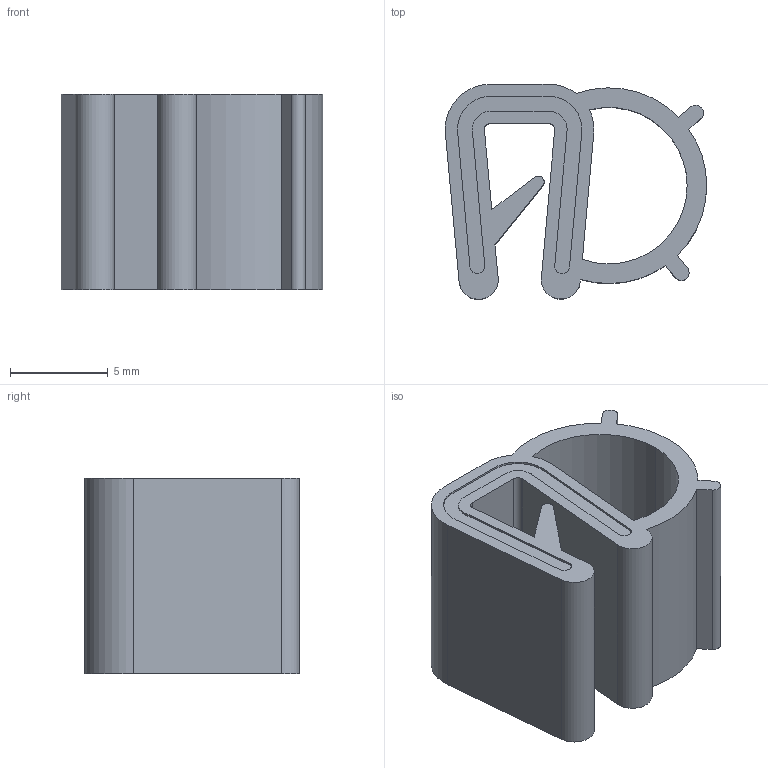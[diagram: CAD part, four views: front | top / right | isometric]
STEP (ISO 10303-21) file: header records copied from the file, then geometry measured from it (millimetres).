
FILE_DESCRIPTION (( 'STEP AP214' ), '1' );
FILE_NAME ('427052_Industrilas.step', '2025-09-02T13:32:29', ( '' ), ( '' ), 'SwSTEP 2.0', 'SolidWorks 2010', '' );
FILE_SCHEMA (( 'AUTOMOTIVE_DESIGN' ));
Length unit declared in the file: millimetre
Products named in the file (1): 427052_Industrilas
Bounding box: 13.38 x 11.01 x 10 mm (x, y, z)
Volume: 701.8 mm3; surface area: 1080 mm2
Topology: 1 solids, 1 shells, 70 faces, 198 edges, 132 vertices
Faces by surface type: cylinder 40, plane 30
Entity records: 3110 total; most frequent: DIRECTION 420, CARTESIAN_POINT 401, ORIENTED_EDGE 396, EDGE_CURVE 198, AXIS2_PLACEMENT_3D 151, VERTEX_POINT 132, VECTOR 118, LINE 118
